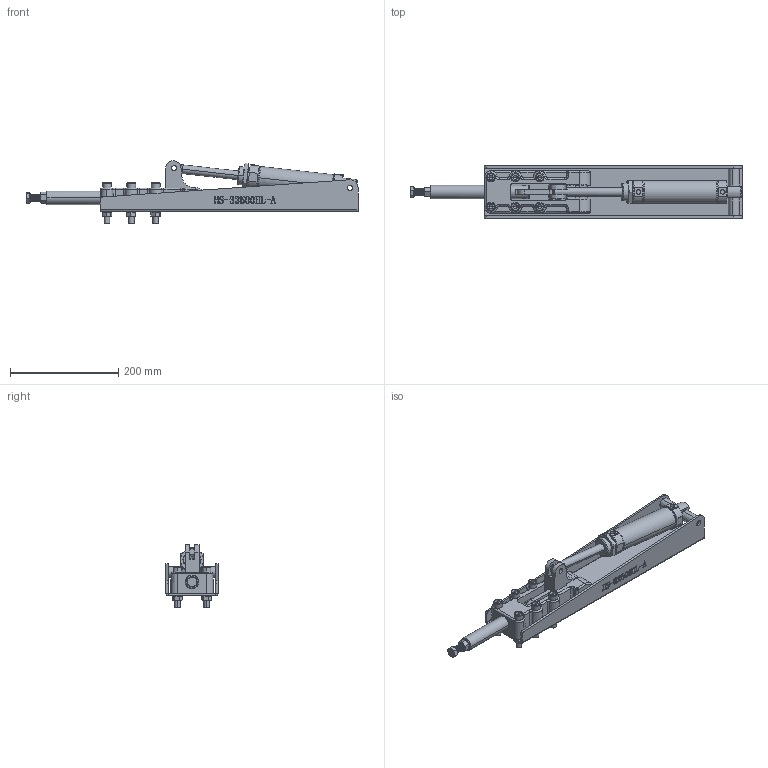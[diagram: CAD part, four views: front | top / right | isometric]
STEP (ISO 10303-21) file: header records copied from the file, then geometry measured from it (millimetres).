
FILE_DESCRIPTION (( 'STEP AP203' ), '1' );
FILE_NAME ('HS-32500HL-A .STEP', '2020-05-14T00:32:15', ( '微软用户' ), ( '微软中国' ), 'SwSTEP 2.0', 'SolidWorks 2012', '' );
FILE_SCHEMA (( 'CONFIG_CONTROL_DESIGN' ));
Products named in the file (15): HS-32500HL-A ; hex nuts, style 1-grades ab gb_GB_FASTENER_NUT_SNAB1 M12-N; hexagon head bolts-full thread gb_GB_FASTENER_BOLT_STBAB A M12X70-S; hex nuts, style 1-grades ab gb_GB_FASTENER_NUT_SNAB1 M10-N; hexagon socket head cap screws gb_GB_FASTENER_SCREWS_HSHCS M10X65-N; 32500HL-A-03; 湮蹟譫; ァ詰; 种杶; 种2; 挴裝; 蟀裝; 活塞杆; 菁釱; 菁殤
Assembly tree (25 placements, depth 2):
  HS-32500HL-A 
    菁殤
    菁釱
    活塞杆
    蟀裝
    挴裝
    种2
    种杶  x2
    ァ詰
    湮蹟譫
    32500HL-A-03
    hexagon socket head cap screws gb_GB_FASTENER_SCREWS_HSHCS M10X65-N  x6
    hex nuts, style 1-grades ab gb_GB_FASTENER_NUT_SNAB1 M10-N  x6
    hexagon head bolts-full thread gb_GB_FASTENER_BOLT_STBAB A M12X70-S
    hex nuts, style 1-grades ab gb_GB_FASTENER_NUT_SNAB1 M12-N
Bounding box: 612.17 x 96 x 115.41 mm (x, y, z)
Volume: 1168816.9 mm3; surface area: 377694.2 mm2
Topology: 25 solids, 25 shells, 1553 faces, 3719 edges, 2242 vertices
Faces by surface type: plane 544, cone 388, cylinder 345, bspline 201, torus 75
Entity records: 50051 total; most frequent: CARTESIAN_POINT 18109, ORIENTED_EDGE 6410, DIRECTION 5966, EDGE_CURVE 3205, AXIS2_PLACEMENT_3D 2118, VERTEX_POINT 1945, LINE 1730, VECTOR 1730
